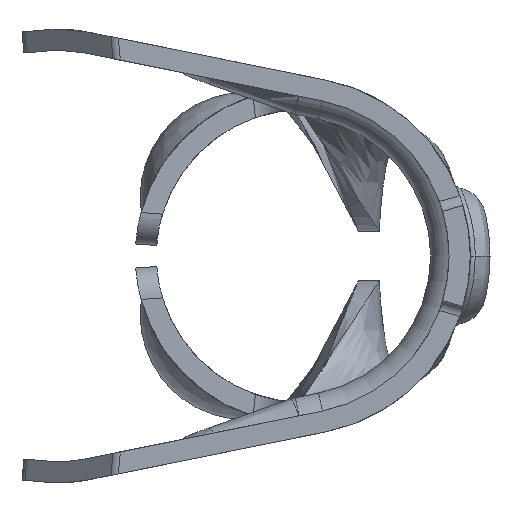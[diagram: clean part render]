
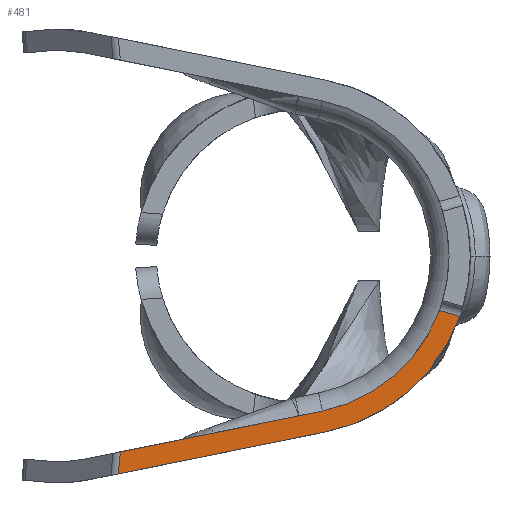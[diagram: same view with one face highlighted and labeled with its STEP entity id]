
A CAD part, left-side view. The second image highlights one B-rep face of the part: STEP entity #481.
In plain terms, the highlighted planar face has unit normal (-0.999, 0.035, 0).
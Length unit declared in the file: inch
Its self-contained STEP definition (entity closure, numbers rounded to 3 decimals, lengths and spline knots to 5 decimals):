
#481 = ADVANCED_FACE ( 'NONE', ( #2695 ), #7795, .F. ) ;
#1083 = EDGE_CURVE ( 'NONE', #16334, #16092, #10872, .T. ) ;
#1306 = VECTOR ( 'NONE', #9424, 39.37008 ) ;
#1429 = DIRECTION ( 'NONE',  ( 0.999, -0.035, 0. ) ) ;
#1433 = LINE ( 'NONE', #6537, #14055 ) ;
#1478 = VERTEX_POINT ( 'NONE', #14786 ) ;
#1507 = ORIENTED_EDGE ( 'NONE', *, *, #14123, .F. ) ;
#1621 =( BOUNDED_CURVE ( )  B_SPLINE_CURVE ( 3, ( #10708, #15739, #4354, #9456 ),
 .UNSPECIFIED., .F., .F. ) 
 B_SPLINE_CURVE_WITH_KNOTS ( ( 4, 4 ),
 ( 4.91199, 5.93203 ),
 .UNSPECIFIED. ) 
 CURVE ( )  GEOMETRIC_REPRESENTATION_ITEM ( )  RATIONAL_B_SPLINE_CURVE ( ( 1., 0.915, 0.915, 1. ) ) 
 REPRESENTATION_ITEM ( '' )  );
#2155 = CARTESIAN_POINT ( 'NONE',  ( -1.97524, -0.02246, -0.16662 ) ) ;
#2314 = EDGE_CURVE ( 'NONE', #16334, #9834, #14576, .T. ) ;
#2695 = FACE_OUTER_BOUND ( 'NONE', #8837, .T. ) ;
#3087 = CARTESIAN_POINT ( 'NONE',  ( -1.97898, -0.1296, -0.0516 ) ) ;
#3170 = CARTESIAN_POINT ( 'NONE',  ( -1.96834, 0.17505, -0.20775 ) ) ;
#3414 = CARTESIAN_POINT ( 'NONE',  ( -1.97965, -0.14883, -0.05723 ) ) ;
#3688 = ORIENTED_EDGE ( 'NONE', *, *, #10277, .F. ) ;
#4325 = CARTESIAN_POINT ( 'NONE',  ( -1.9749, -0.01273, -0.16859 ) ) ;
#4354 = CARTESIAN_POINT ( 'NONE',  ( -1.97834, -0.11125, -0.10169 ) ) ;
#4520 = DIRECTION ( 'NONE',  ( -0.034, -0.98, 0.198 ) ) ;
#4567 = EDGE_CURVE ( 'NONE', #16092, #15946, #1621, .T. ) ;
#6534 = DIRECTION ( 'NONE',  ( 0.035, 0.999, 0. ) ) ;
#6537 = CARTESIAN_POINT ( 'NONE',  ( -1.97899, -0.12991, -0.05169 ) ) ;
#6652 =( BOUNDED_CURVE ( )  B_SPLINE_CURVE ( 3, ( #3414, #8528, #13581, #2155 ),
 .UNSPECIFIED., .F., .F. ) 
 B_SPLINE_CURVE_WITH_KNOTS ( ( 4, 4 ),
 ( 0.34338, 1.37119 ),
 .UNSPECIFIED. ) 
 CURVE ( )  GEOMETRIC_REPRESENTATION_ITEM ( )  RATIONAL_B_SPLINE_CURVE ( ( 1., 0.914, 0.914, 1. ) ) 
 REPRESENTATION_ITEM ( '' )  );
#6977 = CARTESIAN_POINT ( 'NONE',  ( -1.96841, 0.17306, -0.18577 ) ) ;
#7795 = PLANE ( 'NONE',  #11594 ) ;
#8067 = CARTESIAN_POINT ( 'NONE',  ( -1.96835, 0.17494, -0.20656 ) ) ;
#8146 = VECTOR ( 'NONE', #4520, 39.37008 ) ;
#8290 = DIRECTION ( 'NONE',  ( 0.003, 0.09, -0.996 ) ) ;
#8528 = CARTESIAN_POINT ( 'NONE',  ( -1.97894, -0.1283, -0.11464 ) ) ;
#8560 = EDGE_CURVE ( 'NONE', #1478, #15946, #1433, .T. ) ;
#8837 = EDGE_LOOP ( 'NONE', ( #3688, #15251, #10441, #13785, #8991, #1507 ) ) ;
#8991 = ORIENTED_EDGE ( 'NONE', *, *, #2314, .T. ) ;
#9424 = DIRECTION ( 'NONE',  ( 0.034, 0.98, -0.198 ) ) ;
#9456 = CARTESIAN_POINT ( 'NONE',  ( -1.97898, -0.1296, -0.0516 ) ) ;
#9834 = VERTEX_POINT ( 'NONE', #8067 ) ;
#10277 = EDGE_CURVE ( 'NONE', #1478, #11915, #6652, .T. ) ;
#10441 = ORIENTED_EDGE ( 'NONE', *, *, #4567, .F. ) ;
#10708 = CARTESIAN_POINT ( 'NONE',  ( -1.9751, -0.01849, -0.14702 ) ) ;
#10743 = CARTESIAN_POINT ( 'NONE',  ( -1.9751, -0.01849, -0.14702 ) ) ;
#10872 = LINE ( 'NONE', #15901, #8146 ) ;
#11594 = AXIS2_PLACEMENT_3D ( 'NONE', #12867, #1429, #6534 ) ;
#11632 = DIRECTION ( 'NONE',  ( 0.033, 0.959, 0.281 ) ) ;
#11915 = VERTEX_POINT ( 'NONE', #15725 ) ;
#12867 = CARTESIAN_POINT ( 'NONE',  ( -1.96516, 0.26625, -0.215 ) ) ;
#13581 = CARTESIAN_POINT ( 'NONE',  ( -1.97733, -0.08221, -0.15454 ) ) ;
#13785 = ORIENTED_EDGE ( 'NONE', *, *, #1083, .F. ) ;
#14055 = VECTOR ( 'NONE', #11632, 39.37008 ) ;
#14123 = EDGE_CURVE ( 'NONE', #11915, #9834, #15711, .T. ) ;
#14576 = LINE ( 'NONE', #3170, #16412 ) ;
#14786 = CARTESIAN_POINT ( 'NONE',  ( -1.97965, -0.14883, -0.05723 ) ) ;
#15251 = ORIENTED_EDGE ( 'NONE', *, *, #8560, .T. ) ;
#15711 = LINE ( 'NONE', #4325, #1306 ) ;
#15725 = CARTESIAN_POINT ( 'NONE',  ( -1.97524, -0.02246, -0.16662 ) ) ;
#15739 = CARTESIAN_POINT ( 'NONE',  ( -1.97693, -0.07078, -0.13644 ) ) ;
#15901 = CARTESIAN_POINT ( 'NONE',  ( -1.97476, -0.00877, -0.14899 ) ) ;
#15946 = VERTEX_POINT ( 'NONE', #3087 ) ;
#16092 = VERTEX_POINT ( 'NONE', #10743 ) ;
#16334 = VERTEX_POINT ( 'NONE', #6977 ) ;
#16412 = VECTOR ( 'NONE', #8290, 39.37008 ) ;
